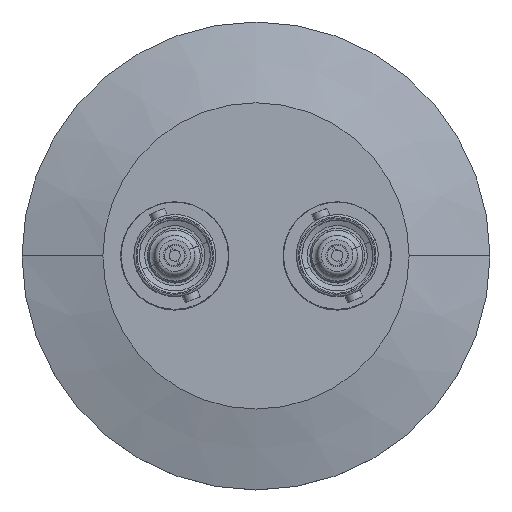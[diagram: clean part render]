
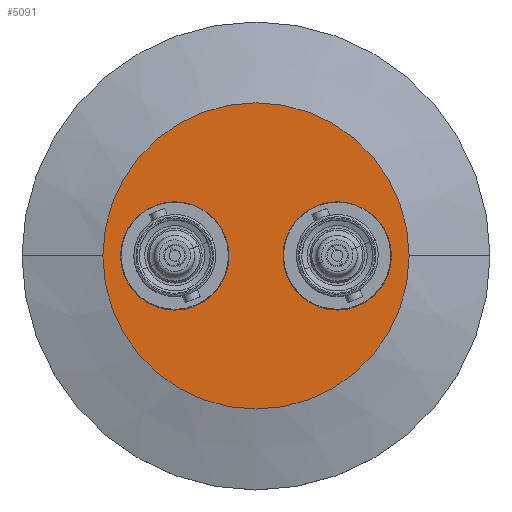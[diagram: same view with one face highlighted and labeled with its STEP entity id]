
A CAD part, top view. The second image highlights one B-rep face of the part: STEP entity #5091.
In plain terms, the highlighted planar face has unit normal (0, 0, 1).
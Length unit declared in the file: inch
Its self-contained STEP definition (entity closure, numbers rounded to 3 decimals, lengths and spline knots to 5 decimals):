
#612 = CARTESIAN_POINT ( 'NONE',  ( 0.70679, 0., 0.2 ) ) ;
#625 = CARTESIAN_POINT ( 'NONE',  ( -0.70679, 0., 0.2 ) ) ;
#646 = CARTESIAN_POINT ( 'NONE',  ( -0.625, 0., 0.2 ) ) ;
#655 = CARTESIAN_POINT ( 'NONE',  ( 0.625, 0., 0.2 ) ) ;
#924 = CARTESIAN_POINT ( 'NONE',  ( -0.125, 0., 0.2 ) ) ;
#938 = CARTESIAN_POINT ( 'NONE',  ( 0.125, 0., 0.2 ) ) ;
#1017 = DIRECTION ( 'NONE',  ( 1., 0., 0. ) ) ;
#1225 = CARTESIAN_POINT ( 'NONE',  ( 0.375, 0., 0.2 ) ) ;
#1226 = DIRECTION ( 'NONE',  ( 0., 0., 1. ) ) ;
#1227 = DIRECTION ( 'NONE',  ( 1., 0., 0. ) ) ;
#1400 = CARTESIAN_POINT ( 'NONE',  ( 0., 0., 0.2 ) ) ;
#1401 = DIRECTION ( 'NONE',  ( 0., 0., -1. ) ) ;
#1402 = DIRECTION ( 'NONE',  ( -1., 0., 0. ) ) ;
#2028 = DIRECTION ( 'NONE',  ( 0., 0., 1. ) ) ;
#2543 = CIRCLE ( 'NONE', #3483, 0.25 ) ;
#2548 = CIRCLE ( 'NONE', #3484, 0.25 ) ;
#2948 = EDGE_CURVE ( 'NONE', #6591, #3755, #2543, .T. ) ;
#2950 = EDGE_CURVE ( 'NONE', #3825, #6600, #2548, .T. ) ;
#3483 = AXIS2_PLACEMENT_3D ( 'NONE', #6009, #6010, #6011 ) ;
#3484 = AXIS2_PLACEMENT_3D ( 'NONE', #6013, #6014, #6015 ) ;
#3755 = VERTEX_POINT ( 'NONE', #924 ) ;
#3825 = VERTEX_POINT ( 'NONE', #938 ) ;
#3941 = FACE_OUTER_BOUND ( 'NONE', #4817, .T. ) ;
#3953 = FACE_BOUND ( 'NONE', #4909, .T. ) ;
#3957 = FACE_BOUND ( 'NONE', #4786, .T. ) ;
#4023 = CIRCLE ( 'NONE', #5614, 0.70679 ) ;
#4042 = CIRCLE ( 'NONE', #5621, 0.25 ) ;
#4080 = CIRCLE ( 'NONE', #5644, 0.25 ) ;
#4116 = CIRCLE ( 'NONE', #5660, 0.70679 ) ;
#4266 = DIRECTION ( 'NONE',  ( 0., 0., 1. ) ) ;
#4268 = CARTESIAN_POINT ( 'NONE',  ( 0., 0., 0.2 ) ) ;
#4270 = PLANE ( 'NONE',  #5578 ) ;
#4272 = DIRECTION ( 'NONE',  ( 1., 0., 0. ) ) ;
#4389 = CARTESIAN_POINT ( 'NONE',  ( 0., 0., 0.2 ) ) ;
#4390 = DIRECTION ( 'NONE',  ( 0., 0., -1. ) ) ;
#4391 = DIRECTION ( 'NONE',  ( -1., 0., 0. ) ) ;
#4417 = CARTESIAN_POINT ( 'NONE',  ( -0.375, 0., 0.2 ) ) ;
#4786 = EDGE_LOOP ( 'NONE', ( #5329, #5384 ) ) ;
#4817 = EDGE_LOOP ( 'NONE', ( #5154, #5387 ) ) ;
#4909 = EDGE_LOOP ( 'NONE', ( #5321, #6404 ) ) ;
#5091 = ADVANCED_FACE ( 'NONE', ( #3941, #3957, #3953 ), #4270, .T. ) ;
#5154 = ORIENTED_EDGE ( 'NONE', *, *, #5671, .F. ) ;
#5321 = ORIENTED_EDGE ( 'NONE', *, *, #5692, .F. ) ;
#5329 = ORIENTED_EDGE ( 'NONE', *, *, #5725, .F. ) ;
#5384 = ORIENTED_EDGE ( 'NONE', *, *, #2950, .F. ) ;
#5387 = ORIENTED_EDGE ( 'NONE', *, *, #5917, .F. ) ;
#5578 = AXIS2_PLACEMENT_3D ( 'NONE', #4268, #4266, #4272 ) ;
#5614 = AXIS2_PLACEMENT_3D ( 'NONE', #4389, #4390, #4391 ) ;
#5621 = AXIS2_PLACEMENT_3D ( 'NONE', #4417, #2028, #1017 ) ;
#5644 = AXIS2_PLACEMENT_3D ( 'NONE', #1225, #1226, #1227 ) ;
#5660 = AXIS2_PLACEMENT_3D ( 'NONE', #1400, #1401, #1402 ) ;
#5671 = EDGE_CURVE ( 'NONE', #6570, #6565, #4023, .T. ) ;
#5692 = EDGE_CURVE ( 'NONE', #3755, #6591, #4042, .T. ) ;
#5725 = EDGE_CURVE ( 'NONE', #6600, #3825, #4080, .T. ) ;
#5917 = EDGE_CURVE ( 'NONE', #6565, #6570, #4116, .T. ) ;
#6009 = CARTESIAN_POINT ( 'NONE',  ( -0.375, 0., 0.2 ) ) ;
#6010 = DIRECTION ( 'NONE',  ( 0., 0., 1. ) ) ;
#6011 = DIRECTION ( 'NONE',  ( 1., 0., 0. ) ) ;
#6013 = CARTESIAN_POINT ( 'NONE',  ( 0.375, 0., 0.2 ) ) ;
#6014 = DIRECTION ( 'NONE',  ( 0., 0., 1. ) ) ;
#6015 = DIRECTION ( 'NONE',  ( 1., 0., 0. ) ) ;
#6404 = ORIENTED_EDGE ( 'NONE', *, *, #2948, .F. ) ;
#6565 = VERTEX_POINT ( 'NONE', #612 ) ;
#6570 = VERTEX_POINT ( 'NONE', #625 ) ;
#6591 = VERTEX_POINT ( 'NONE', #646 ) ;
#6600 = VERTEX_POINT ( 'NONE', #655 ) ;
